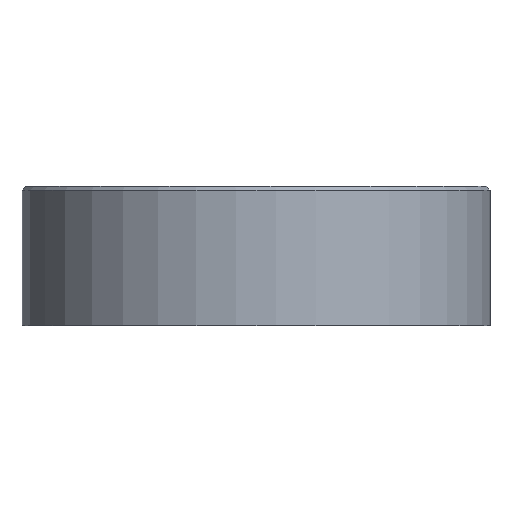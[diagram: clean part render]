
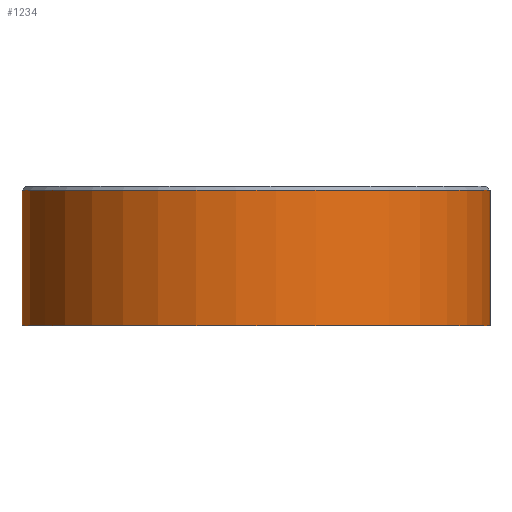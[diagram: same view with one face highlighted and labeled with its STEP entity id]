
A CAD part, front view. The second image highlights one B-rep face of the part: STEP entity #1234.
In plain terms, the highlighted cylindrical face has radius 32 mm (diameter 64 mm), a partial arc.
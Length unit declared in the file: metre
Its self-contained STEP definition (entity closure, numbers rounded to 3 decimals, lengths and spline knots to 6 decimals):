
#30=CYLINDRICAL_SURFACE('',#1364,0.032);
#74=CIRCLE('',#1322,0.032);
#100=CIRCLE('',#1365,0.032);
#230=ORIENTED_EDGE('',*,*,#499,.T.);
#231=ORIENTED_EDGE('',*,*,#512,.T.);
#232=ORIENTED_EDGE('',*,*,#513,.T.);
#233=ORIENTED_EDGE('',*,*,#472,.T.);
#472=EDGE_CURVE('',#621,#620,#74,.T.);
#499=EDGE_CURVE('',#620,#643,#742,.F.);
#512=EDGE_CURVE('',#643,#656,#100,.F.);
#513=EDGE_CURVE('',#656,#621,#743,.T.);
#620=VERTEX_POINT('',#1902);
#621=VERTEX_POINT('',#1904);
#643=VERTEX_POINT('',#1958);
#656=VERTEX_POINT('',#1998);
#742=LINE('',#1959,#807);
#743=LINE('',#1999,#808);
#807=VECTOR('',#1563,1.);
#808=VECTOR('',#1616,1.);
#892=EDGE_LOOP('',(#230,#231,#232,#233));
#1061=FACE_BOUND('',#892,.T.);
#1234=ADVANCED_FACE('',(#1061),#30,.T.);
#1322=AXIS2_PLACEMENT_3D('',#1903,#1515,#1516);
#1364=AXIS2_PLACEMENT_3D('',#1996,#1612,#1613);
#1365=AXIS2_PLACEMENT_3D('',#1997,#1614,#1615);
#1515=DIRECTION('',(0.,0.,1.));
#1516=DIRECTION('',(1.,0.,0.));
#1563=DIRECTION('',(0.,0.,-1.));
#1612=DIRECTION('',(0.,0.,-1.));
#1613=DIRECTION('',(-1.,0.,0.));
#1614=DIRECTION('',(0.,0.,1.));
#1615=DIRECTION('',(1.,0.,0.));
#1616=DIRECTION('',(0.,0.,-1.));
#1902=CARTESIAN_POINT('',(0.023238,0.022,0.));
#1903=CARTESIAN_POINT('',(0.,0.,0.));
#1904=CARTESIAN_POINT('',(-0.023238,0.022,0.));
#1958=CARTESIAN_POINT('',(0.023238,0.022,0.0185));
#1959=CARTESIAN_POINT('',(0.023238,0.022,0.019));
#1996=CARTESIAN_POINT('',(0.,0.,0.019));
#1997=CARTESIAN_POINT('',(0.,0.,0.0185));
#1998=CARTESIAN_POINT('',(-0.023238,0.022,0.0185));
#1999=CARTESIAN_POINT('',(-0.023238,0.022,0.019));
